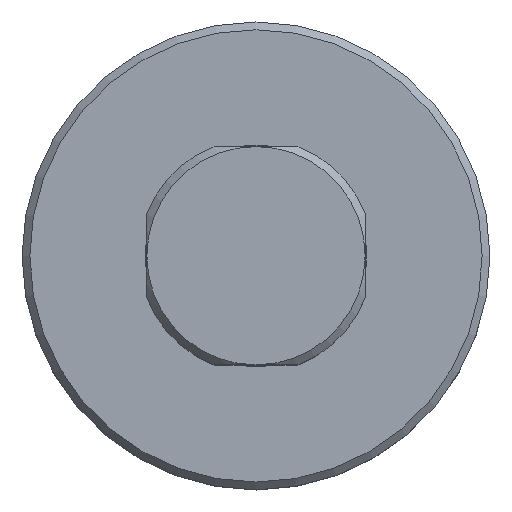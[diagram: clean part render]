
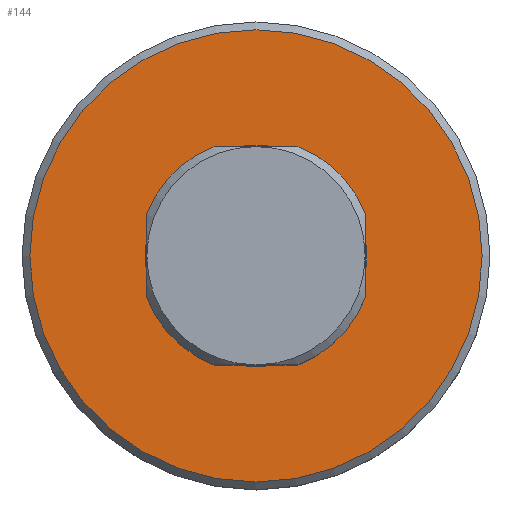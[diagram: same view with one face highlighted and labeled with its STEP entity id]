
A CAD part, top view. The second image highlights one B-rep face of the part: STEP entity #144.
In plain terms, the highlighted planar face has unit normal (0, 0, 1).
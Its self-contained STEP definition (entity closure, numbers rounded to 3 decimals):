
#83=PLANE('',#642);
#144=ADVANCED_FACE('',(#181),#83,.T.);
#181=FACE_OUTER_BOUND('',#219,.T.);
#219=EDGE_LOOP('',(#390));
#259=CIRCLE('',#641,29.);
#390=ORIENTED_EDGE('',*,*,#515,.F.);
#446=VERTEX_POINT('',#1009);
#515=EDGE_CURVE('',#446,#446,#259,.T.);
#641=AXIS2_PLACEMENT_3D('',#1008,#795,#796);
#642=AXIS2_PLACEMENT_3D('',#1010,#797,#798);
#795=DIRECTION('',(0.,0.,-1.));
#796=DIRECTION('',(1.,0.,0.));
#797=DIRECTION('',(0.,0.,1.));
#798=DIRECTION('',(1.,0.,0.));
#1008=CARTESIAN_POINT('',(0.,0.,0.));
#1009=CARTESIAN_POINT('',(29.,0.,0.));
#1010=CARTESIAN_POINT('',(0.,29.,0.));
